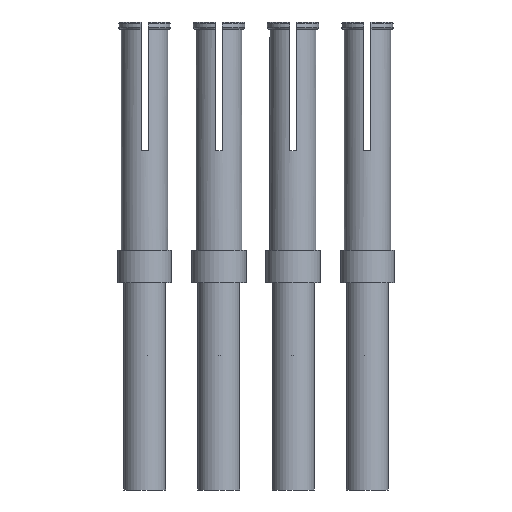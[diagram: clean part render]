
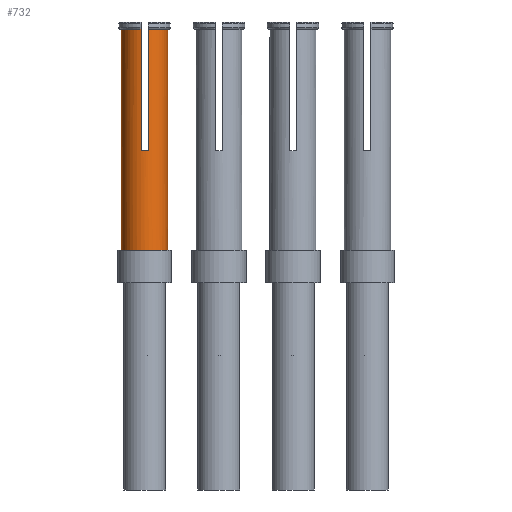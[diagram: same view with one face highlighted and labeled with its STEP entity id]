
A CAD part, left-side view. The second image highlights one B-rep face of the part: STEP entity #732.
In plain terms, the highlighted cylindrical face has radius 0.65 mm (diameter 1.3 mm), a full revolution.
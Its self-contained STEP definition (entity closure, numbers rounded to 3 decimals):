
#360=FACE_BOUND('',#447,.T.);
#371=LINE('',#1209,#395);
#372=LINE('',#1213,#396);
#373=LINE('',#1217,#397);
#374=LINE('',#1220,#398);
#395=VECTOR('',#907,3.4);
#396=VECTOR('',#910,3.4);
#397=VECTOR('',#913,3.4);
#398=VECTOR('',#916,3.4);
#419=FACE_OUTER_BOUND('',#446,.T.);
#446=EDGE_LOOP('',(#608));
#447=EDGE_LOOP('',(#609,#610,#611,#612,#613,#614,#615,#616));
#484=CIRCLE('',#762,0.65);
#485=CIRCLE('',#763,0.65);
#486=CIRCLE('',#764,0.65);
#487=CIRCLE('',#765,0.65);
#488=CIRCLE('',#766,0.65);
#508=VERTEX_POINT('',#1203);
#509=VERTEX_POINT('',#1205);
#510=VERTEX_POINT('',#1206);
#511=VERTEX_POINT('',#1208);
#512=VERTEX_POINT('',#1210);
#513=VERTEX_POINT('',#1212);
#514=VERTEX_POINT('',#1214);
#515=VERTEX_POINT('',#1216);
#516=VERTEX_POINT('',#1218);
#550=EDGE_CURVE('',#508,#508,#484,.T.);
#551=EDGE_CURVE('',#509,#510,#485,.T.);
#552=EDGE_CURVE('',#510,#511,#371,.T.);
#553=EDGE_CURVE('',#511,#512,#486,.T.);
#554=EDGE_CURVE('',#512,#513,#372,.T.);
#555=EDGE_CURVE('',#513,#514,#487,.T.);
#556=EDGE_CURVE('',#514,#515,#373,.T.);
#557=EDGE_CURVE('',#515,#516,#488,.T.);
#558=EDGE_CURVE('',#516,#509,#374,.T.);
#608=ORIENTED_EDGE('',*,*,#550,.T.);
#609=ORIENTED_EDGE('',*,*,#551,.T.);
#610=ORIENTED_EDGE('',*,*,#552,.T.);
#611=ORIENTED_EDGE('',*,*,#553,.T.);
#612=ORIENTED_EDGE('',*,*,#554,.T.);
#613=ORIENTED_EDGE('',*,*,#555,.T.);
#614=ORIENTED_EDGE('',*,*,#556,.T.);
#615=ORIENTED_EDGE('',*,*,#557,.T.);
#616=ORIENTED_EDGE('',*,*,#558,.T.);
#724=CYLINDRICAL_SURFACE('',#761,0.65);
#732=ADVANCED_FACE('',(#419,#360),#724,.T.);
#761=AXIS2_PLACEMENT_3D('',#1202,#901,#902);
#762=AXIS2_PLACEMENT_3D('',#1204,#903,#904);
#763=AXIS2_PLACEMENT_3D('',#1207,#905,#906);
#764=AXIS2_PLACEMENT_3D('',#1211,#908,#909);
#765=AXIS2_PLACEMENT_3D('',#1215,#911,#912);
#766=AXIS2_PLACEMENT_3D('',#1219,#914,#915);
#901=DIRECTION('center_axis',(0.,0.,1.));
#902=DIRECTION('ref_axis',(1.,0.,0.));
#903=DIRECTION('center_axis',(0.,0.,1.));
#904=DIRECTION('ref_axis',(1.,0.,0.));
#905=DIRECTION('center_axis',(0.,0.,-1.));
#906=DIRECTION('ref_axis',(1.,0.,0.));
#907=DIRECTION('',(0.,0.,1.));
#908=DIRECTION('center_axis',(0.,0.,-1.));
#909=DIRECTION('ref_axis',(1.,0.,0.));
#910=DIRECTION('',(0.,0.,-1.));
#911=DIRECTION('center_axis',(0.,0.,-1.));
#912=DIRECTION('ref_axis',(1.,0.,0.));
#913=DIRECTION('',(0.,0.,1.));
#914=DIRECTION('center_axis',(0.,0.,-1.));
#915=DIRECTION('ref_axis',(1.,0.,0.));
#916=DIRECTION('',(0.,0.,-1.));
#1202=CARTESIAN_POINT('Origin',(148.5,105.,6.355));
#1203=CARTESIAN_POINT('',(149.15,105.,0.155));
#1204=CARTESIAN_POINT('Origin',(148.5,105.,0.155));
#1205=CARTESIAN_POINT('',(149.142,105.1,2.955));
#1206=CARTESIAN_POINT('',(149.142,104.9,2.955));
#1207=CARTESIAN_POINT('Origin',(148.5,105.,2.955));
#1208=CARTESIAN_POINT('',(149.142,104.9,6.355));
#1209=CARTESIAN_POINT('',(149.142,104.9,6.355));
#1210=CARTESIAN_POINT('',(147.858,104.9,6.355));
#1211=CARTESIAN_POINT('Origin',(148.5,105.,6.355));
#1212=CARTESIAN_POINT('',(147.858,104.9,2.955));
#1213=CARTESIAN_POINT('',(147.858,104.9,6.355));
#1214=CARTESIAN_POINT('',(147.858,105.1,2.955));
#1215=CARTESIAN_POINT('Origin',(148.5,105.,2.955));
#1216=CARTESIAN_POINT('',(147.858,105.1,6.355));
#1217=CARTESIAN_POINT('',(147.858,105.1,6.355));
#1218=CARTESIAN_POINT('',(149.142,105.1,6.355));
#1219=CARTESIAN_POINT('Origin',(148.5,105.,6.355));
#1220=CARTESIAN_POINT('',(149.142,105.1,6.355));
